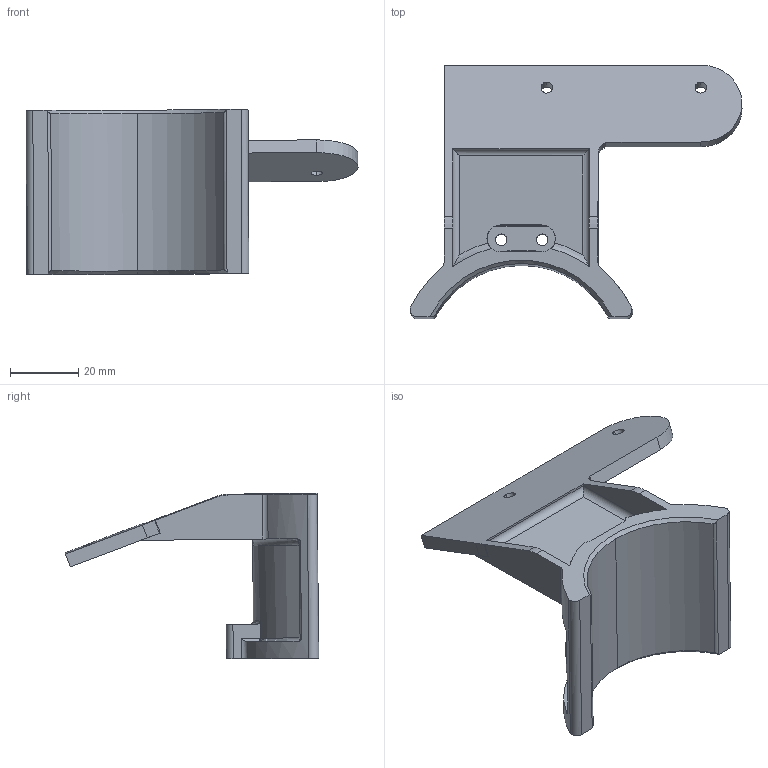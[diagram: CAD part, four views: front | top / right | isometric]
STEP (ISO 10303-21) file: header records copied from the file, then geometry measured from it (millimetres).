
FILE_DESCRIPTION (( 'STEP AP203' ), '1' );
FILE_NAME ('末端相机固定结构件-435i居中.STEP', '2025-10-16T13:59:17', ( '' ), ( '' ), 'SwSTEP 2.0', 'SolidWorks 2025', '' );
FILE_SCHEMA (( 'CONFIG_CONTROL_DESIGN' ));
Length unit declared in the file: millimetre
Products named in the file (1): 末端相机固定结构件-435i居中
Bounding box: 97.06 x 74.15 x 48.49 mm (x, y, z)
Volume: 30755 mm3; surface area: 18003.4 mm2
Topology: 1 solids, 1 shells, 88 faces, 249 edges, 158 vertices
Faces by surface type: cylinder 43, plane 29, torus 6, bspline 4, sphere 3, cone 3
Entity records: 3629 total; most frequent: CARTESIAN_POINT 1277, ORIENTED_EDGE 492, DIRECTION 473, EDGE_CURVE 246, AXIS2_PLACEMENT_3D 177, VERTEX_POINT 158, VECTOR 119, LINE 119
